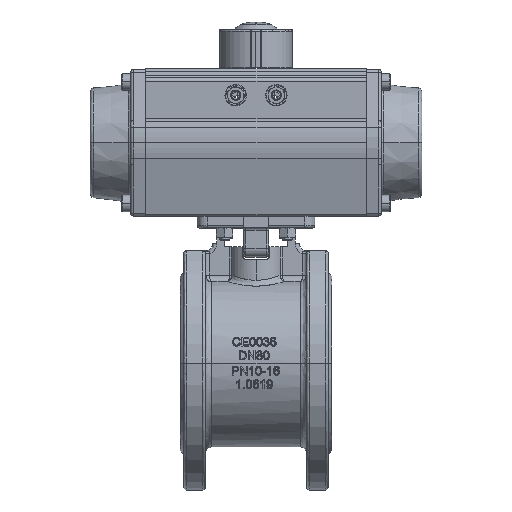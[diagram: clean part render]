
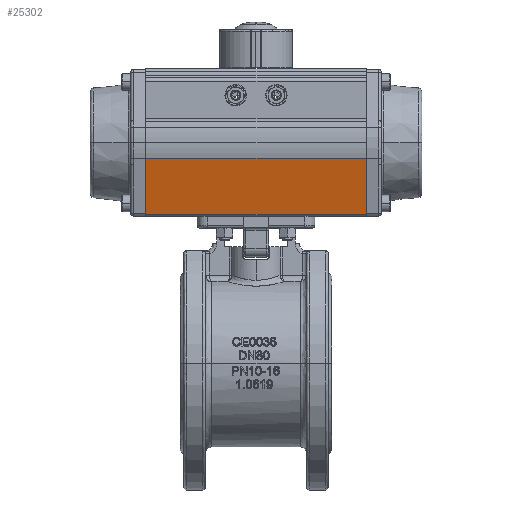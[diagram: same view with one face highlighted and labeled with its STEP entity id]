
A CAD part, top view. The second image highlights one B-rep face of the part: STEP entity #25302.
In plain terms, the highlighted planar face has unit normal (0, 0.243, -0.97).
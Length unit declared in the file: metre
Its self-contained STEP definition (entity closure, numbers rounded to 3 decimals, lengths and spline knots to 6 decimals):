
#324 = CARTESIAN_POINT ( 'NONE',  ( 0.079821, 0.111733, 0.254 ) ) ;
#828 = VECTOR ( 'NONE', #52590, 1. ) ;
#5746 = CARTESIAN_POINT ( 'NONE',  ( 0.079821, 0.157607, 0.265476 ) ) ;
#6217 = CARTESIAN_POINT ( 'NONE',  ( 0.079821, 0.111733, 0.254 ) ) ;
#6510 = VERTEX_POINT ( 'NONE', #5746 ) ;
#9135 = ORIENTED_EDGE ( 'NONE', *, *, #49170, .T. ) ;
#9647 = CARTESIAN_POINT ( 'NONE',  ( -0.094179, 0.113626, 0.254474 ) ) ;
#17014 = EDGE_CURVE ( 'NONE', #39100, #88401, #41415, .T. ) ;
#19431 = DIRECTION ( 'NONE',  ( 0., 0.97, 0.243 ) ) ;
#20347 = DIRECTION ( 'NONE',  ( 0., -0.97, -0.243 ) ) ;
#20607 = ORIENTED_EDGE ( 'NONE', *, *, #17014, .T. ) ;
#23350 = EDGE_CURVE ( 'NONE', #88401, #6510, #67251, .T. ) ;
#24852 = VERTEX_POINT ( 'NONE', #37660 ) ;
#25302 = ADVANCED_FACE ( 'NONE', ( #28181 ), #90601, .T. ) ;
#27190 = VECTOR ( 'NONE', #20347, 1. ) ;
#28181 = FACE_OUTER_BOUND ( 'NONE', #42728, .T. ) ;
#30596 = DIRECTION ( 'NONE',  ( 1., 0., 0. ) ) ;
#37428 = CARTESIAN_POINT ( 'NONE',  ( 0.079821, 0.157607, 0.265476 ) ) ;
#37660 = CARTESIAN_POINT ( 'NONE',  ( 0.079821, 0.113626, 0.254474 ) ) ;
#39100 = VERTEX_POINT ( 'NONE', #9647 ) ;
#40475 = CARTESIAN_POINT ( 'NONE',  ( -0.094179, 0.111733, 0.254 ) ) ;
#41415 = LINE ( 'NONE', #40475, #95644 ) ;
#42728 = EDGE_LOOP ( 'NONE', ( #9135, #20607, #92634, #93759 ) ) ;
#44748 = AXIS2_PLACEMENT_3D ( 'NONE', #324, #61361, #82875 ) ;
#47177 = CARTESIAN_POINT ( 'NONE',  ( 0.079821, 0.113626, 0.254474 ) ) ;
#48416 = EDGE_CURVE ( 'NONE', #6510, #24852, #88731, .T. ) ;
#49170 = EDGE_CURVE ( 'NONE', #24852, #39100, #67764, .T. ) ;
#52590 = DIRECTION ( 'NONE',  ( -1., 0., 0. ) ) ;
#61361 = DIRECTION ( 'NONE',  ( 0., 0.243, -0.97 ) ) ;
#65775 = CARTESIAN_POINT ( 'NONE',  ( -0.094179, 0.157607, 0.265476 ) ) ;
#67251 = LINE ( 'NONE', #37428, #88661 ) ;
#67764 = LINE ( 'NONE', #47177, #828 ) ;
#82875 = DIRECTION ( 'NONE',  ( 0., 0.97, 0.243 ) ) ;
#88401 = VERTEX_POINT ( 'NONE', #65775 ) ;
#88661 = VECTOR ( 'NONE', #30596, 1. ) ;
#88731 = LINE ( 'NONE', #6217, #27190 ) ;
#90601 = PLANE ( 'NONE',  #44748 ) ;
#92634 = ORIENTED_EDGE ( 'NONE', *, *, #23350, .T. ) ;
#93759 = ORIENTED_EDGE ( 'NONE', *, *, #48416, .T. ) ;
#95644 = VECTOR ( 'NONE', #19431, 1. ) ;
